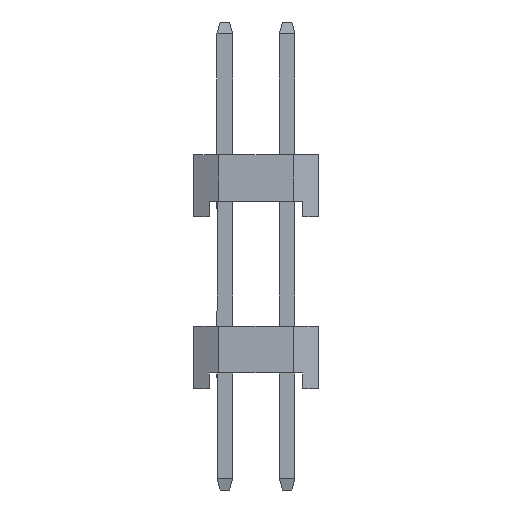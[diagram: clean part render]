
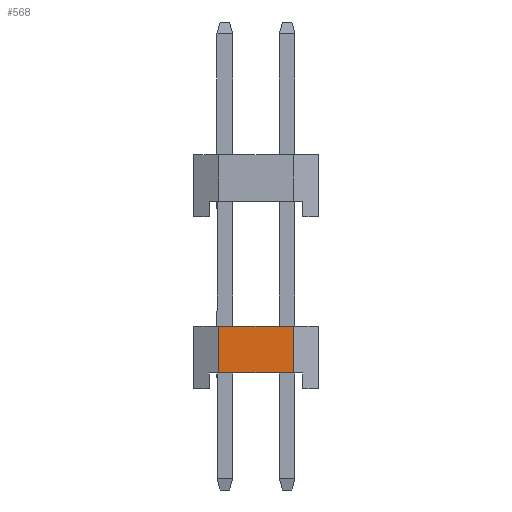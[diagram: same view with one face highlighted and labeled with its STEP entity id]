
A CAD part, left-side view. The second image highlights one B-rep face of the part: STEP entity #568.
In plain terms, the highlighted planar face has unit normal (-1, 0, 0).
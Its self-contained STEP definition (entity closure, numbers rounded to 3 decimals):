
#557 = CARTESIAN_POINT ( 'NONE',  ( -30., -2., 2. ) ) ;
#568 = ADVANCED_FACE ( 'NONE', ( #1107 ), #638, .F. ) ;
#638 = PLANE ( 'NONE',  #4989 ) ;
#901 = VECTOR ( 'NONE', #6803, 1000. ) ;
#1107 = FACE_OUTER_BOUND ( 'NONE', #4477, .T. ) ;
#1116 = LINE ( 'NONE', #3547, #2526 ) ;
#1233 = CARTESIAN_POINT ( 'NONE',  ( -30., -1.2, 2. ) ) ;
#1392 = CARTESIAN_POINT ( 'NONE',  ( -30., 1.2, 2. ) ) ;
#1891 = LINE ( 'NONE', #5593, #901 ) ;
#2377 = CARTESIAN_POINT ( 'NONE',  ( -30., -1.2, 0.5 ) ) ;
#2526 = VECTOR ( 'NONE', #7061, 1000. ) ;
#2875 = VERTEX_POINT ( 'NONE', #1233 ) ;
#2892 = EDGE_CURVE ( 'NONE', #7097, #2875, #1116, .T. ) ;
#3207 = EDGE_CURVE ( 'NONE', #6789, #5576, #4042, .T. ) ;
#3222 = VECTOR ( 'NONE', #7138, 1000. ) ;
#3317 = CARTESIAN_POINT ( 'NONE',  ( -30., 1.2, 0.5 ) ) ;
#3433 = ORIENTED_EDGE ( 'NONE', *, *, #3731, .F. ) ;
#3547 = CARTESIAN_POINT ( 'NONE',  ( -30., -1.2, 0. ) ) ;
#3577 = DIRECTION ( 'NONE',  ( 1., 0., 0. ) ) ;
#3717 = VECTOR ( 'NONE', #4695, 1000. ) ;
#3731 = EDGE_CURVE ( 'NONE', #5576, #2875, #5294, .T. ) ;
#3748 = ORIENTED_EDGE ( 'NONE', *, *, #6472, .F. ) ;
#4042 = LINE ( 'NONE', #6413, #3717 ) ;
#4477 = EDGE_LOOP ( 'NONE', ( #7583, #3748, #5536, #3433 ) ) ;
#4695 = DIRECTION ( 'NONE',  ( 0., 0., 1. ) ) ;
#4745 = CARTESIAN_POINT ( 'NONE',  ( -30., -2., 2. ) ) ;
#4989 = AXIS2_PLACEMENT_3D ( 'NONE', #557, #3577, #5954 ) ;
#5294 = LINE ( 'NONE', #4745, #3222 ) ;
#5536 = ORIENTED_EDGE ( 'NONE', *, *, #2892, .T. ) ;
#5576 = VERTEX_POINT ( 'NONE', #1392 ) ;
#5593 = CARTESIAN_POINT ( 'NONE',  ( -30., 1.5, 0.5 ) ) ;
#5954 = DIRECTION ( 'NONE',  ( 0., 0., -1. ) ) ;
#6413 = CARTESIAN_POINT ( 'NONE',  ( -30., 1.2, 0. ) ) ;
#6472 = EDGE_CURVE ( 'NONE', #7097, #6789, #1891, .T. ) ;
#6789 = VERTEX_POINT ( 'NONE', #3317 ) ;
#6803 = DIRECTION ( 'NONE',  ( 0., 1., 0. ) ) ;
#7061 = DIRECTION ( 'NONE',  ( 0., 0., 1. ) ) ;
#7097 = VERTEX_POINT ( 'NONE', #2377 ) ;
#7138 = DIRECTION ( 'NONE',  ( 0., -1., 0. ) ) ;
#7583 = ORIENTED_EDGE ( 'NONE', *, *, #3207, .F. ) ;
